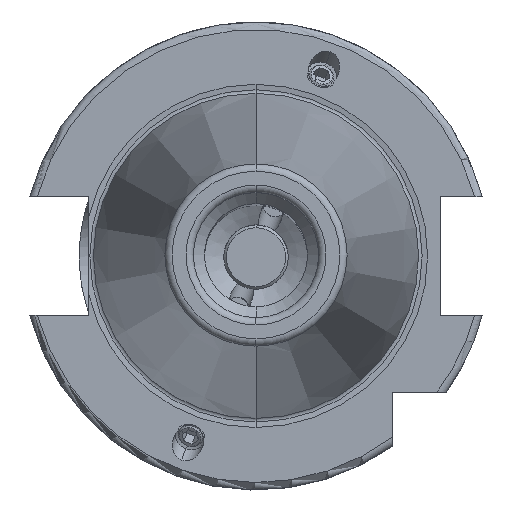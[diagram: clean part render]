
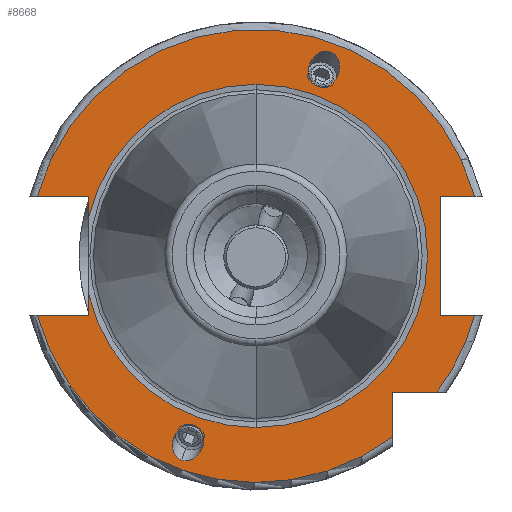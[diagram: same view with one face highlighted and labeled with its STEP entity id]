
A CAD part, top view. The second image highlights one B-rep face of the part: STEP entity #8668.
In plain terms, the highlighted planar face has unit normal (0, 0, 1).
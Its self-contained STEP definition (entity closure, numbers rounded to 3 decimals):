
#2527=CARTESIAN_POINT('',(0,0,18.1));
#2528=DIRECTION('',(0,0,1));
#2529=DIRECTION('',(0,1,0));
#2530=AXIS2_PLACEMENT_3D('',#2527,#2528,#2529);
#2540=CARTESIAN_POINT('',(0,0,18.1));
#2541=DIRECTION('',(0,0,1));
#2542=DIRECTION('',(-0.974,-0.227,0));
#2543=AXIS2_PLACEMENT_3D('',#2540,#2541,#2542);
#2545=DIRECTION('',(1,0,0));
#2546=VECTOR('',#2545,7.004);
#2547=CARTESIAN_POINT('',(-29.704,-8.05,18.1));
#2548=LINE('',#2547,#2546);
#2549=DIRECTION('',(0,1,0));
#2550=VECTOR('',#2549,2.753);
#2551=CARTESIAN_POINT('',(-22.7,-8.05,18.1));
#2552=LINE('',#2551,#2550);
#2553=DIRECTION('',(0,1,0));
#2554=VECTOR('',#2553,2.753);
#2555=CARTESIAN_POINT('',(-22.7,5.297,18.1));
#2556=LINE('',#2555,#2554);
#2557=DIRECTION('',(1,0,0));
#2558=VECTOR('',#2557,7.004);
#2559=CARTESIAN_POINT('',(-29.704,8.05,18.1));
#2560=LINE('',#2559,#2558);
#2561=DIRECTION('',(-1,0,0));
#2562=VECTOR('',#2561,4.704);
#2563=CARTESIAN_POINT('',(29.704,8.05,18.1));
#2564=LINE('',#2563,#2562);
#2565=DIRECTION('',(0,-1,0));
#2566=VECTOR('',#2565,16.1);
#2567=CARTESIAN_POINT('',(25,8.05,18.1));
#2568=LINE('',#2567,#2566);
#2569=DIRECTION('',(-1,0,0));
#2570=VECTOR('',#2569,4.704);
#2571=CARTESIAN_POINT('',(29.704,-8.05,18.1));
#2572=LINE('',#2571,#2570);
#2573=CARTESIAN_POINT('',(0,0,18.1));
#2574=DIRECTION('',(0,0,1));
#2575=DIRECTION('',(0.799,-0.601,0));
#2576=AXIS2_PLACEMENT_3D('',#2573,#2574,#2575);
#2578=DIRECTION('',(-1,0,0));
#2579=VECTOR('',#2578,6.094);
#2580=CARTESIAN_POINT('',(24.594,-18.5,18.1));
#2581=LINE('',#2580,#2579);
#2582=DIRECTION('',(0,1,0));
#2583=VECTOR('',#2582,6.094);
#2584=CARTESIAN_POINT('',(18.5,-24.594,18.1));
#2585=LINE('',#2584,#2583);
#2586=CARTESIAN_POINT('',(10.09,27.723,18.1));
#2587=CARTESIAN_POINT('',(9.863,27.806,18.1));
#2588=CARTESIAN_POINT('',(9.337,27.884,18.1));
#2589=CARTESIAN_POINT('',(8.455,27.594,18.1));
#2590=CARTESIAN_POINT('',(7.834,27.033,18.1));
#2591=CARTESIAN_POINT('',(7.483,26.49,18.1));
#2592=CARTESIAN_POINT('',(7.298,26.077,18.1));
#2593=CARTESIAN_POINT('',(7.174,25.641,18.1));
#2594=CARTESIAN_POINT('',(7.094,25.,18.1));
#2595=CARTESIAN_POINT('',(7.208,24.17,18.1));
#2596=CARTESIAN_POINT('',(7.698,23.381,18.1));
#2597=CARTESIAN_POINT('',(8.152,23.103,18.1));
#2598=CARTESIAN_POINT('',(8.379,23.02,18.1));
#2600=CARTESIAN_POINT('',(8.379,23.02,18.1));
#2601=CARTESIAN_POINT('',(8.606,22.937,18.1));
#2602=CARTESIAN_POINT('',(9.133,22.859,18.1));
#2603=CARTESIAN_POINT('',(10.014,23.149,18.1));
#2604=CARTESIAN_POINT('',(10.635,23.711,18.1));
#2605=CARTESIAN_POINT('',(10.986,24.253,18.1));
#2606=CARTESIAN_POINT('',(11.171,24.667,18.1));
#2607=CARTESIAN_POINT('',(11.295,25.103,18.1));
#2608=CARTESIAN_POINT('',(11.375,25.744,18.1));
#2609=CARTESIAN_POINT('',(11.261,26.573,18.1));
#2610=CARTESIAN_POINT('',(10.771,27.362,18.1));
#2611=CARTESIAN_POINT('',(10.318,27.641,18.1));
#2612=CARTESIAN_POINT('',(10.09,27.723,18.1));
#2614=CARTESIAN_POINT('',(-10.09,-27.723,18.1));
#2615=CARTESIAN_POINT('',(-10.318,-27.641,18.1));
#2616=CARTESIAN_POINT('',(-10.771,-27.362,18.1));
#2617=CARTESIAN_POINT('',(-11.261,-26.573,18.1));
#2618=CARTESIAN_POINT('',(-11.375,-25.744,18.1));
#2619=CARTESIAN_POINT('',(-11.295,-25.103,18.1));
#2620=CARTESIAN_POINT('',(-11.171,-24.667,18.1));
#2621=CARTESIAN_POINT('',(-10.986,-24.253,18.1));
#2622=CARTESIAN_POINT('',(-10.635,-23.711,18.1));
#2623=CARTESIAN_POINT('',(-10.014,-23.149,18.1));
#2624=CARTESIAN_POINT('',(-9.133,-22.859,18.1));
#2625=CARTESIAN_POINT('',(-8.606,-22.937,18.1));
#2626=CARTESIAN_POINT('',(-8.379,-23.02,18.1));
#2628=CARTESIAN_POINT('',(-8.379,-23.02,18.1));
#2629=CARTESIAN_POINT('',(-8.152,-23.103,18.1));
#2630=CARTESIAN_POINT('',(-7.698,-23.381,18.1));
#2631=CARTESIAN_POINT('',(-7.208,-24.17,18.1));
#2632=CARTESIAN_POINT('',(-7.094,-25.,18.1));
#2633=CARTESIAN_POINT('',(-7.174,-25.641,18.1));
#2634=CARTESIAN_POINT('',(-7.298,-26.077,18.1));
#2635=CARTESIAN_POINT('',(-7.483,-26.49,18.1));
#2636=CARTESIAN_POINT('',(-7.834,-27.033,18.1));
#2637=CARTESIAN_POINT('',(-8.455,-27.594,18.1));
#2638=CARTESIAN_POINT('',(-9.337,-27.884,18.1));
#2639=CARTESIAN_POINT('',(-9.863,-27.806,18.1));
#2640=CARTESIAN_POINT('',(-10.09,-27.723,18.1));
#2642=CARTESIAN_POINT('',(0,0,18.1));
#2643=DIRECTION('',(0,0,-1));
#2644=DIRECTION('',(0,1,0));
#2645=AXIS2_PLACEMENT_3D('',#2642,#2643,#2644);
#3876=CARTESIAN_POINT('',(0,0,18.1));
#3877=DIRECTION('',(0,0,1));
#3878=DIRECTION('',(0.965,0.262,0));
#3879=AXIS2_PLACEMENT_3D('',#3876,#3877,#3878);
#3927=CARTESIAN_POINT('',(0,0,18.1));
#3928=DIRECTION('',(0,0,1));
#3929=DIRECTION('',(-0.965,-0.262,0));
#3930=AXIS2_PLACEMENT_3D('',#3927,#3928,#3929);
#5190=CARTESIAN_POINT('',(-29.704,-8.05,18.1));
#5191=CARTESIAN_POINT('',(-22.7,-8.05,18.1));
#5192=VERTEX_POINT('',#5190);
#5193=VERTEX_POINT('',#5191);
#5194=CARTESIAN_POINT('',(-22.7,-5.297,18.1));
#5195=VERTEX_POINT('',#5194);
#5196=CARTESIAN_POINT('',(-22.7,5.297,18.1));
#5197=CARTESIAN_POINT('',(-22.7,8.05,18.1));
#5198=VERTEX_POINT('',#5196);
#5199=VERTEX_POINT('',#5197);
#5200=CARTESIAN_POINT('',(-29.704,8.05,18.1));
#5201=VERTEX_POINT('',#5200);
#5202=CARTESIAN_POINT('',(25,8.05,18.1));
#5203=CARTESIAN_POINT('',(25,-8.05,18.1));
#5204=VERTEX_POINT('',#5202);
#5205=VERTEX_POINT('',#5203);
#5206=CARTESIAN_POINT('',(29.704,-8.05,18.1));
#5207=VERTEX_POINT('',#5206);
#5208=CARTESIAN_POINT('',(29.704,8.05,18.1));
#5209=VERTEX_POINT('',#5208);
#5210=CARTESIAN_POINT('',(18.5,-24.594,18.1));
#5211=CARTESIAN_POINT('',(18.5,-18.5,18.1));
#5212=VERTEX_POINT('',#5210);
#5213=VERTEX_POINT('',#5211);
#5214=CARTESIAN_POINT('',(24.594,-18.5,18.1));
#5215=VERTEX_POINT('',#5214);
#5304=VERTEX_POINT('',#2586);
#5305=VERTEX_POINT('',#2598);
#5355=CARTESIAN_POINT('',(-10.09,-27.723,18.1));
#5357=VERTEX_POINT('',#5355);
#5362=CARTESIAN_POINT('',(-8.379,-23.02,18.1));
#5363=VERTEX_POINT('',#5362);
#5410=CARTESIAN_POINT('',(0,23.31,18.1));
#5411=VERTEX_POINT('',#5410);
#5412=CARTESIAN_POINT('',(0,-23.31,18.1));
#5413=VERTEX_POINT('',#5412);
#8624=CARTESIAN_POINT('',(0,0,18.1));
#8625=DIRECTION('',(0,0,-1));
#8626=DIRECTION('',(0,-1,0));
#8627=AXIS2_PLACEMENT_3D('',#8624,#8625,#8626);
#8628=PLANE('',#8627);
#8629=ORIENTED_EDGE('',*,*,#6620,.T.);
#8630=ORIENTED_EDGE('',*,*,#6675,.T.);
#8631=ORIENTED_EDGE('',*,*,#8619,.T.);
#8633=ORIENTED_EDGE('',*,*,#8632,.F.);
#8634=ORIENTED_EDGE('',*,*,#8612,.T.);
#8635=ORIENTED_EDGE('',*,*,#6671,.T.);
#8637=ORIENTED_EDGE('',*,*,#8636,.F.);
#8639=ORIENTED_EDGE('',*,*,#8638,.F.);
#8641=ORIENTED_EDGE('',*,*,#8640,.T.);
#8643=ORIENTED_EDGE('',*,*,#8642,.T.);
#8645=ORIENTED_EDGE('',*,*,#8644,.F.);
#8647=ORIENTED_EDGE('',*,*,#8646,.F.);
#8649=ORIENTED_EDGE('',*,*,#8648,.T.);
#8651=ORIENTED_EDGE('',*,*,#8650,.F.);
#8653=ORIENTED_EDGE('',*,*,#8652,.F.);
#8654=EDGE_LOOP('',(#8629,#8630,#8631,#8633,#8634,#8635,#8637,#8639,#8641,#8643,
#8645,#8647,#8649,#8651,#8653));
#8655=FACE_OUTER_BOUND('',#8654,.F.);
#8657=ORIENTED_EDGE('',*,*,#8656,.T.);
#8659=ORIENTED_EDGE('',*,*,#8658,.T.);
#8660=EDGE_LOOP('',(#8657,#8659));
#8661=FACE_BOUND('',#8660,.F.);
#8663=ORIENTED_EDGE('',*,*,#8662,.F.);
#8665=ORIENTED_EDGE('',*,*,#8664,.F.);
#8666=EDGE_LOOP('',(#8663,#8665));
#8667=FACE_BOUND('',#8666,.F.);
#8668=ADVANCED_FACE('',(#8655,#8661,#8667),#8628,.F.);
#2531=CIRCLE('',#2530,23.31);
#2544=CIRCLE('',#2543,23.31);
#2577=CIRCLE('',#2576,30.775);
#2599=B_SPLINE_CURVE_WITH_KNOTS('',3,(#2586,#2587,#2588,#2589,#2590,#2591,#2592,
#2593,#2594,#2595,#2596,#2597,#2598),.UNSPECIFIED.,.F.,.F.,(4,1,1,1,1,1,1,1,1,1,
4),(0,0.125,0.25,0.375,0.438,0.5,0.563,0.625,0.75,0.875,
1.0),.UNSPECIFIED.);
#2613=B_SPLINE_CURVE_WITH_KNOTS('',3,(#2600,#2601,#2602,#2603,#2604,#2605,#2606,
#2607,#2608,#2609,#2610,#2611,#2612),.UNSPECIFIED.,.F.,.F.,(4,1,1,1,1,1,1,1,1,1,
4),(0,0.125,0.25,0.375,0.438,0.5,0.563,0.625,0.75,0.875,
1.0),.UNSPECIFIED.);
#2627=B_SPLINE_CURVE_WITH_KNOTS('',3,(#2614,#2615,#2616,#2617,#2618,#2619,#2620,
#2621,#2622,#2623,#2624,#2625,#2626),.UNSPECIFIED.,.F.,.F.,(4,1,1,1,1,1,1,1,1,1,
4),(0,0.125,0.25,0.375,0.438,0.5,0.563,0.625,0.75,0.875,
1.0),.UNSPECIFIED.);
#2641=B_SPLINE_CURVE_WITH_KNOTS('',3,(#2628,#2629,#2630,#2631,#2632,#2633,#2634,
#2635,#2636,#2637,#2638,#2639,#2640),.UNSPECIFIED.,.F.,.F.,(4,1,1,1,1,1,1,1,1,1,
4),(0,0.125,0.25,0.375,0.438,0.5,0.563,0.625,0.75,0.875,
1.0),.UNSPECIFIED.);
#2646=CIRCLE('',#2645,23.31);
#3880=CIRCLE('',#3879,30.775);
#3931=CIRCLE('',#3930,30.775);
#6620=EDGE_CURVE('',#5192,#5193,#2548,.T.);
#6671=EDGE_CURVE('',#5198,#5199,#2556,.T.);
#6675=EDGE_CURVE('',#5193,#5195,#2552,.T.);
#8612=EDGE_CURVE('',#5411,#5198,#2531,.T.);
#8619=EDGE_CURVE('',#5195,#5413,#2544,.T.);
#8632=EDGE_CURVE('',#5411,#5413,#2646,.T.);
#8636=EDGE_CURVE('',#5201,#5199,#2560,.T.);
#8638=EDGE_CURVE('',#5209,#5201,#3880,.T.);
#8640=EDGE_CURVE('',#5209,#5204,#2564,.T.);
#8642=EDGE_CURVE('',#5204,#5205,#2568,.T.);
#8644=EDGE_CURVE('',#5207,#5205,#2572,.T.);
#8646=EDGE_CURVE('',#5215,#5207,#2577,.T.);
#8648=EDGE_CURVE('',#5215,#5213,#2581,.T.);
#8650=EDGE_CURVE('',#5212,#5213,#2585,.T.);
#8652=EDGE_CURVE('',#5192,#5212,#3931,.T.);
#8656=EDGE_CURVE('',#5304,#5305,#2599,.T.);
#8658=EDGE_CURVE('',#5305,#5304,#2613,.T.);
#8662=EDGE_CURVE('',#5357,#5363,#2627,.T.);
#8664=EDGE_CURVE('',#5363,#5357,#2641,.T.);
